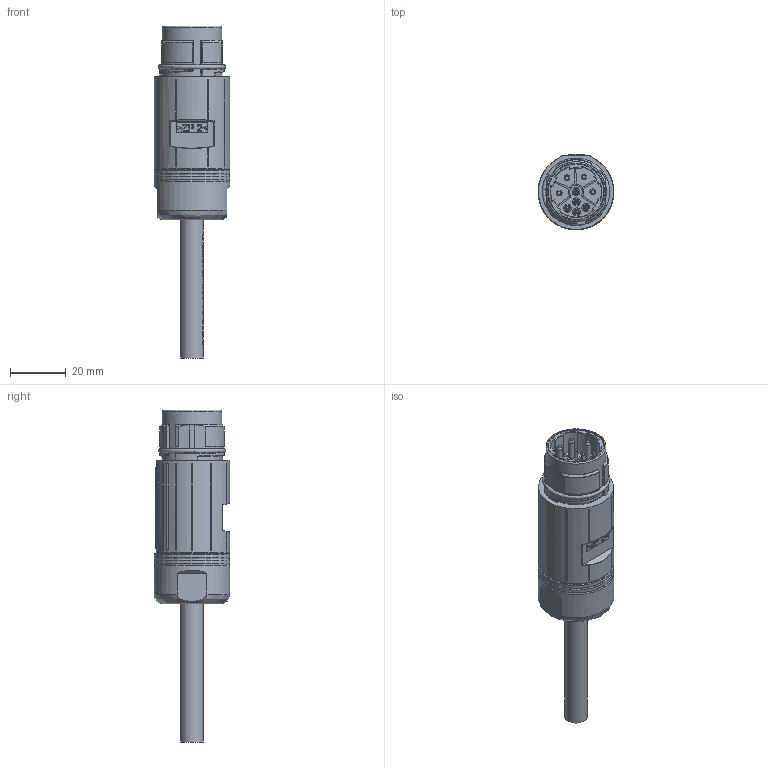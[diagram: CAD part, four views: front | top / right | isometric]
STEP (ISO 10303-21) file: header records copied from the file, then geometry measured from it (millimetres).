
FILE_DESCRIPTION (( 'STEP AP214' ), '1' );
FILE_NAME ('0186-2368_MC01-C!m-as.STEP', '2024-12-23T09:20:53', ( '' ), ( '' ), 'SwSTEP 2.0', 'SolidWorks 2024', '' );
FILE_SCHEMA (( 'AUTOMOTIVE_DESIGN' ));
Length unit declared in the file: millimetre
Products named in the file (3): 0186-2368_MC01-C!m-as; i_Kabelstück; 0150-3093_MC01-C!m
Assembly tree (2 placements, depth 2):
  0186-2368_MC01-C!m-as
    0150-3093_MC01-C!m
    i_Kabelstück
Bounding box: 27.2 x 27.2 x 119 mm (x, y, z)
Volume: 36158.2 mm3; surface area: 9898.6 mm2
Topology: 7 solids, 7 shells, 1110 faces, 2965 edges, 1902 vertices
Faces by surface type: bspline 461, plane 365, cylinder 210, torus 35, cone 23, sphere 16
Full cylindrical faces by diameter (mm): 1 x5, 1.2 x5, 1.5 x5, 2 x4, 4.2 x1, 8 x1, 15 x1, 19.9 x1, 21.15 x2, 21.5 x1, 25 x1, 27.2 x3
Entity records: 65257 total; most frequent: CARTESIAN_POINT 38264, ORIENTED_EDGE 5530, DIRECTION 2981, EDGE_CURVE 2765, VERTEX_POINT 1805, B_SPLINE_CURVE_WITH_KNOTS 1271, EDGE_LOOP 1240, FACE_OUTER_BOUND 1158
